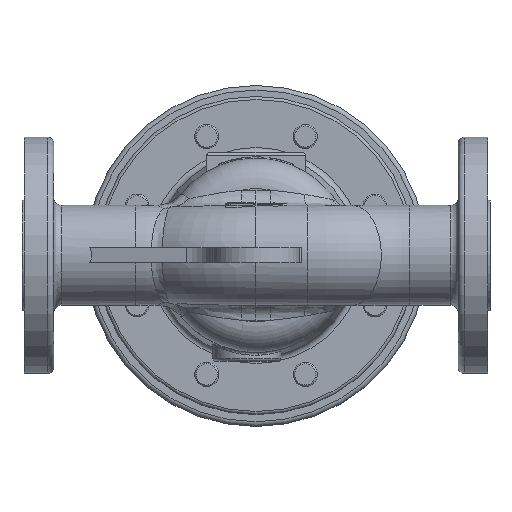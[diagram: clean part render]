
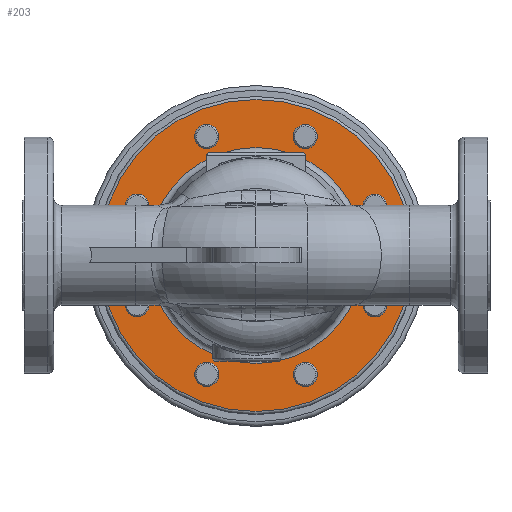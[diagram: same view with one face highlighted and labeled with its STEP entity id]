
A CAD part, top view. The second image highlights one B-rep face of the part: STEP entity #203.
In plain terms, the highlighted planar face has unit normal (0, 0, 1).
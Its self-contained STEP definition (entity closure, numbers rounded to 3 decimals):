
#73=CARTESIAN_POINT('',(103.0,0.,189.5));
#74=VERTEX_POINT('',#73);
#75=CARTESIAN_POINT('',(0.0,0.0,189.5));
#76=DIRECTION('',(0.0,0.0,-1.0));
#77=DIRECTION('',(-1.0,0.0,0.0));
#78=AXIS2_PLACEMENT_3D('',#75,#76,#77);
#79=CIRCLE('',#78,103.0);
#80=EDGE_CURVE('',#74,#74,#79,.T.);
#96=CARTESIAN_POINT('',(0.0,0.0,189.5));
#97=DIRECTION('',(0.0,0.0,-1.0));
#98=DIRECTION('',(-1.0,0.0,0.0));
#99=AXIS2_PLACEMENT_3D('',#96,#97,#98);
#100=PLANE('',#99);
#101=ORIENTED_EDGE('',*,*,#80,.F.);
#102=EDGE_LOOP('',(#101));
#103=FACE_OUTER_BOUND('',#102,.T.);
#104=CARTESIAN_POINT('',(-71.279,0.,189.5));
#105=VERTEX_POINT('',#104);
#106=CARTESIAN_POINT('',(0.0,0.0,189.5));
#107=DIRECTION('',(0.0,0.0,1.0));
#108=DIRECTION('',(1.0,0.0,0.0));
#109=AXIS2_PLACEMENT_3D('',#106,#107,#108);
#110=CIRCLE('',#109,71.279);
#111=EDGE_CURVE('',#105,#105,#110,.T.);
#112=ORIENTED_EDGE('',*,*,#111,.F.);
#113=EDGE_LOOP('',(#112));
#114=FACE_BOUND('',#113,.T.);
#115=CARTESIAN_POINT('',(-70.53,32.528,189.5));
#116=VERTEX_POINT('',#115);
#117=CARTESIAN_POINT('',(-78.53,32.528,189.5));
#118=DIRECTION('',(0.0,0.0,-1.0));
#119=DIRECTION('',(-1.0,0.0,0.0));
#120=AXIS2_PLACEMENT_3D('',#117,#118,#119);
#121=CIRCLE('',#120,8.0);
#122=EDGE_CURVE('',#116,#116,#121,.T.);
#123=ORIENTED_EDGE('',*,*,#122,.T.);
#124=EDGE_LOOP('',(#123));
#125=FACE_BOUND('',#124,.T.);
#126=CARTESIAN_POINT('',(-26.871,72.873,189.5));
#127=VERTEX_POINT('',#126);
#128=CARTESIAN_POINT('',(-32.528,78.53,189.5));
#129=DIRECTION('',(0.0,0.0,-1.0));
#130=DIRECTION('',(-0.707,0.707,0.0));
#131=AXIS2_PLACEMENT_3D('',#128,#129,#130);
#132=CIRCLE('',#131,8.0);
#133=EDGE_CURVE('',#127,#127,#132,.T.);
#134=ORIENTED_EDGE('',*,*,#133,.T.);
#135=EDGE_LOOP('',(#134));
#136=FACE_BOUND('',#135,.T.);
#137=CARTESIAN_POINT('',(32.528,70.53,189.5));
#138=VERTEX_POINT('',#137);
#139=CARTESIAN_POINT('',(32.528,78.53,189.5));
#140=DIRECTION('',(0.0,0.0,-1.0));
#141=DIRECTION('',(0.0,1.0,0.0));
#142=AXIS2_PLACEMENT_3D('',#139,#140,#141);
#143=CIRCLE('',#142,8.0);
#144=EDGE_CURVE('',#138,#138,#143,.T.);
#145=ORIENTED_EDGE('',*,*,#144,.T.);
#146=EDGE_LOOP('',(#145));
#147=FACE_BOUND('',#146,.T.);
#148=CARTESIAN_POINT('',(72.873,26.871,189.5));
#149=VERTEX_POINT('',#148);
#150=CARTESIAN_POINT('',(78.53,32.528,189.5));
#151=DIRECTION('',(0.0,0.0,-1.0));
#152=DIRECTION('',(0.707,0.707,0.0));
#153=AXIS2_PLACEMENT_3D('',#150,#151,#152);
#154=CIRCLE('',#153,8.0);
#155=EDGE_CURVE('',#149,#149,#154,.T.);
#156=ORIENTED_EDGE('',*,*,#155,.T.);
#157=EDGE_LOOP('',(#156));
#158=FACE_BOUND('',#157,.T.);
#159=CARTESIAN_POINT('',(70.53,-32.528,189.5));
#160=VERTEX_POINT('',#159);
#161=CARTESIAN_POINT('',(78.53,-32.528,189.5));
#162=DIRECTION('',(0.0,0.0,-1.0));
#163=DIRECTION('',(1.0,0.0,0.0));
#164=AXIS2_PLACEMENT_3D('',#161,#162,#163);
#165=CIRCLE('',#164,8.0);
#166=EDGE_CURVE('',#160,#160,#165,.T.);
#167=ORIENTED_EDGE('',*,*,#166,.T.);
#168=EDGE_LOOP('',(#167));
#169=FACE_BOUND('',#168,.T.);
#170=CARTESIAN_POINT('',(26.871,-72.873,189.5));
#171=VERTEX_POINT('',#170);
#172=CARTESIAN_POINT('',(32.528,-78.53,189.5));
#173=DIRECTION('',(0.0,0.0,-1.0));
#174=DIRECTION('',(0.707,-0.707,0.0));
#175=AXIS2_PLACEMENT_3D('',#172,#173,#174);
#176=CIRCLE('',#175,8.0);
#177=EDGE_CURVE('',#171,#171,#176,.T.);
#178=ORIENTED_EDGE('',*,*,#177,.T.);
#179=EDGE_LOOP('',(#178));
#180=FACE_BOUND('',#179,.T.);
#181=CARTESIAN_POINT('',(-32.528,-70.53,189.5));
#182=VERTEX_POINT('',#181);
#183=CARTESIAN_POINT('',(-32.528,-78.53,189.5));
#184=DIRECTION('',(0.0,0.0,-1.0));
#185=DIRECTION('',(0.0,-1.0,0.0));
#186=AXIS2_PLACEMENT_3D('',#183,#184,#185);
#187=CIRCLE('',#186,8.0);
#188=EDGE_CURVE('',#182,#182,#187,.T.);
#189=ORIENTED_EDGE('',*,*,#188,.T.);
#190=EDGE_LOOP('',(#189));
#191=FACE_BOUND('',#190,.T.);
#192=CARTESIAN_POINT('',(-72.873,-26.871,189.5));
#193=VERTEX_POINT('',#192);
#194=CARTESIAN_POINT('',(-78.53,-32.528,189.5));
#195=DIRECTION('',(0.0,0.0,-1.0));
#196=DIRECTION('',(-0.707,-0.707,0.0));
#197=AXIS2_PLACEMENT_3D('',#194,#195,#196);
#198=CIRCLE('',#197,8.0);
#199=EDGE_CURVE('',#193,#193,#198,.T.);
#200=ORIENTED_EDGE('',*,*,#199,.T.);
#201=EDGE_LOOP('',(#200));
#202=FACE_BOUND('',#201,.T.);
#203=ADVANCED_FACE('',(#103,#114,#125,#136,#147,#158,#169,#180,#191,#202),#100,.F.);
